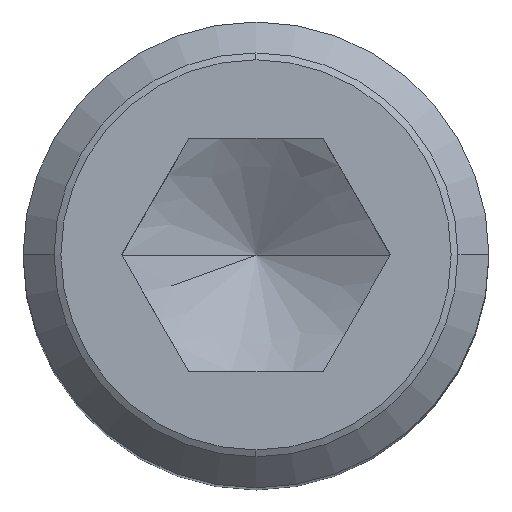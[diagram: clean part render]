
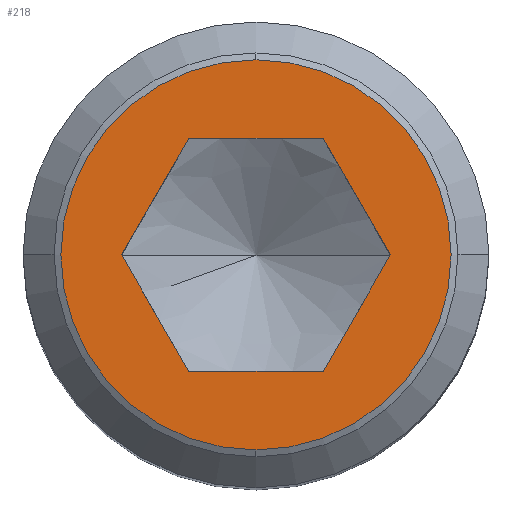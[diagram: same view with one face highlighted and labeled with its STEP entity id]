
A CAD part, top view. The second image highlights one B-rep face of the part: STEP entity #218.
In plain terms, the highlighted planar face has unit normal (0, 0, 1).
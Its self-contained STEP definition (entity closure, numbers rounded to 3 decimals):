
#190=VERTEX_POINT('',#423);
#196=EDGE_CURVE('',#190,#262,#429,.T.);
#204=EDGE_CURVE('',#308,#234,#437,.T.);
#218=ADVANCED_FACE('',(#452,#453),#454,.T.);
#224=EDGE_CURVE('',#338,#238,#460,.T.);
#232=EDGE_CURVE('',#234,#278,#468,.T.);
#234=VERTEX_POINT('',#470);
#238=VERTEX_POINT('',#474);
#258=EDGE_CURVE('',#262,#190,#497,.T.);
#262=VERTEX_POINT('',#501);
#276=EDGE_CURVE('',#278,#338,#518,.T.);
#278=VERTEX_POINT('',#520);
#296=EDGE_CURVE('',#332,#308,#541,.T.);
#308=VERTEX_POINT('',#555);
#314=EDGE_CURVE('',#238,#332,#562,.T.);
#332=VERTEX_POINT('',#581);
#338=VERTEX_POINT('',#587);
#423=CARTESIAN_POINT('',(0.,-4.188,0.));
#429=CIRCLE('',#698,4.188);
#437=LINE('',#708,#709);
#452=FACE_BOUND('',#735,.T.);
#453=FACE_OUTER_BOUND('',#736,.T.);
#454=PLANE('',#737);
#460=LINE('',#746,#747);
#468=LINE('',#761,#762);
#470=CARTESIAN_POINT('',(-1.443,2.5,0.));
#474=CARTESIAN_POINT('',(1.443,-2.5,0.));
#497=CIRCLE('',#808,4.188);
#501=CARTESIAN_POINT('',(0.,4.188,0.));
#518=LINE('',#835,#836);
#520=CARTESIAN_POINT('',(1.443,2.5,0.));
#541=LINE('',#874,#875);
#555=CARTESIAN_POINT('',(-2.887,0.0,0.));
#562=LINE('',#901,#902);
#581=CARTESIAN_POINT('',(-1.443,-2.5,0.));
#587=CARTESIAN_POINT('',(2.887,0.0,0.));
#698=AXIS2_PLACEMENT_3D('',#1051,#1052,#1053);
#708=CARTESIAN_POINT('',(-1.804,1.875,0.));
#709=VECTOR('',#1057,1.0);
#735=EDGE_LOOP('',(#1070,#1071,#1072,#1073,#1074,#1075));
#736=EDGE_LOOP('',(#1076,#1077));
#737=AXIS2_PLACEMENT_3D('',#1078,#1079,#1080);
#746=CARTESIAN_POINT('',(1.804,-1.875,0.));
#747=VECTOR('',#1082,1.0);
#761=CARTESIAN_POINT('',(0.722,2.5,0.));
#762=VECTOR('',#1088,1.0);
#808=AXIS2_PLACEMENT_3D('',#1120,#1121,#1122);
#835=CARTESIAN_POINT('',(2.526,0.625,0.));
#836=VECTOR('',#1151,1.0);
#874=CARTESIAN_POINT('',(-2.526,-0.625,0.));
#875=VECTOR('',#1178,1.0);
#901=CARTESIAN_POINT('',(-0.722,-2.5,0.));
#902=VECTOR('',#1210,1.0);
#1051=CARTESIAN_POINT('',(0.,0.,0.));
#1052=DIRECTION('',(0.0,0.0,1.0));
#1053=DIRECTION('',(0.,1.0,0.0));
#1057=DIRECTION('',(0.5,0.866,0.));
#1070=ORIENTED_EDGE('',*,*,#296,.T.);
#1071=ORIENTED_EDGE('',*,*,#204,.T.);
#1072=ORIENTED_EDGE('',*,*,#232,.T.);
#1073=ORIENTED_EDGE('',*,*,#276,.T.);
#1074=ORIENTED_EDGE('',*,*,#224,.T.);
#1075=ORIENTED_EDGE('',*,*,#314,.T.);
#1076=ORIENTED_EDGE('',*,*,#258,.T.);
#1077=ORIENTED_EDGE('',*,*,#196,.T.);
#1078=CARTESIAN_POINT('',(-3.569,0.,0.));
#1079=DIRECTION('',(0.0,0.0,1.0));
#1080=DIRECTION('',(-1.0,0.,0.0));
#1082=DIRECTION('',(-0.5,-0.866,0.));
#1088=DIRECTION('',(1.0,0.0,0.0));
#1120=CARTESIAN_POINT('',(0.,0.,0.));
#1121=DIRECTION('',(0.0,0.0,1.0));
#1122=DIRECTION('',(0.,1.0,0.0));
#1151=DIRECTION('',(0.5,-0.866,0.));
#1178=DIRECTION('',(-0.5,0.866,0.));
#1210=DIRECTION('',(-1.0,0.0,0.0));
